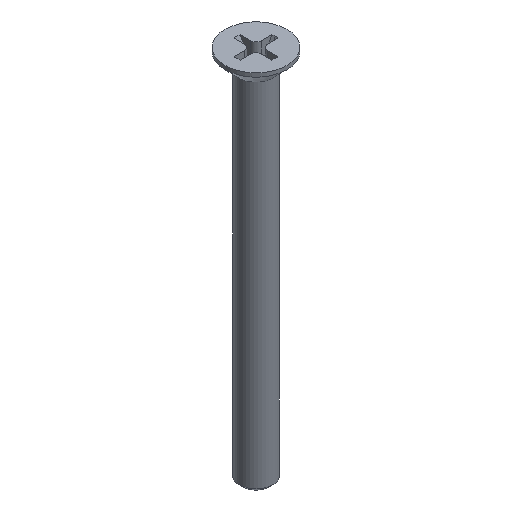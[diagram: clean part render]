
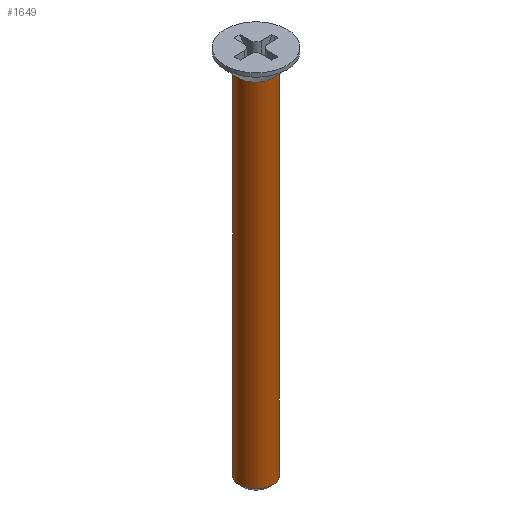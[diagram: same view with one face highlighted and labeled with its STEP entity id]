
A CAD part, isometric view. The second image highlights one B-rep face of the part: STEP entity #1649.
In plain terms, the highlighted cylindrical face has radius 2 mm (diameter 4 mm), a full revolution.
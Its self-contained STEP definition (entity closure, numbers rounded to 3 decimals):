
#656 = CONICAL_SURFACE('',#657,3.75,0.785);
#657 = AXIS2_PLACEMENT_3D('',#658,#659,#660);
#658 = CARTESIAN_POINT('',(0.,0.,1.75));
#659 = DIRECTION('',(0.,0.,1.));
#660 = DIRECTION('',(1.,0.,0.));
#1580 = VERTEX_POINT('',#1581);
#1581 = CARTESIAN_POINT('',(2.,0.,0.));
#1602 = EDGE_CURVE('',#1580,#1580,#1603,.T.);
#1603 = SURFACE_CURVE('',#1604,(#1609,#1616),.PCURVE_S1.);
#1604 = CIRCLE('',#1605,2.);
#1605 = AXIS2_PLACEMENT_3D('',#1606,#1607,#1608);
#1606 = CARTESIAN_POINT('',(0.,0.,0.));
#1607 = DIRECTION('',(0.,0.,1.));
#1608 = DIRECTION('',(1.,0.,0.));
#1609 = PCURVE('',#656,#1610);
#1610 = DEFINITIONAL_REPRESENTATION('',(#1611),#1615);
#1611 = LINE('',#1612,#1613);
#1612 = CARTESIAN_POINT('',(0.,-1.75));
#1613 = VECTOR('',#1614,1.);
#1614 = DIRECTION('',(1.,-0.));
#1615 = ( GEOMETRIC_REPRESENTATION_CONTEXT(2) 
PARAMETRIC_REPRESENTATION_CONTEXT() REPRESENTATION_CONTEXT('2D SPACE',''
  ) );
#1616 = PCURVE('',#1617,#1622);
#1617 = CYLINDRICAL_SURFACE('',#1618,2.);
#1618 = AXIS2_PLACEMENT_3D('',#1619,#1620,#1621);
#1619 = CARTESIAN_POINT('',(0.,0.,-42.4));
#1620 = DIRECTION('',(0.,0.,1.));
#1621 = DIRECTION('',(1.,0.,0.));
#1622 = DEFINITIONAL_REPRESENTATION('',(#1623),#1627);
#1623 = LINE('',#1624,#1625);
#1624 = CARTESIAN_POINT('',(0.,42.4));
#1625 = VECTOR('',#1626,1.);
#1626 = DIRECTION('',(1.,0.));
#1627 = ( GEOMETRIC_REPRESENTATION_CONTEXT(2) 
PARAMETRIC_REPRESENTATION_CONTEXT() REPRESENTATION_CONTEXT('2D SPACE',''
  ) );
#1649 = ADVANCED_FACE('',(#1650),#1617,.T.);
#1650 = FACE_BOUND('',#1651,.T.);
#1651 = EDGE_LOOP('',(#1652,#1681,#1702,#1703));
#1652 = ORIENTED_EDGE('',*,*,#1653,.T.);
#1653 = EDGE_CURVE('',#1654,#1654,#1656,.T.);
#1654 = VERTEX_POINT('',#1655);
#1655 = CARTESIAN_POINT('',(2.,0.,-42.4));
#1656 = SURFACE_CURVE('',#1657,(#1662,#1669),.PCURVE_S1.);
#1657 = CIRCLE('',#1658,2.);
#1658 = AXIS2_PLACEMENT_3D('',#1659,#1660,#1661);
#1659 = CARTESIAN_POINT('',(0.,0.,-42.4));
#1660 = DIRECTION('',(-0.,0.,1.));
#1661 = DIRECTION('',(1.,0.,0.));
#1662 = PCURVE('',#1617,#1663);
#1663 = DEFINITIONAL_REPRESENTATION('',(#1664),#1668);
#1664 = LINE('',#1665,#1666);
#1665 = CARTESIAN_POINT('',(0.,0.));
#1666 = VECTOR('',#1667,1.);
#1667 = DIRECTION('',(1.,0.));
#1668 = ( GEOMETRIC_REPRESENTATION_CONTEXT(2) 
PARAMETRIC_REPRESENTATION_CONTEXT() REPRESENTATION_CONTEXT('2D SPACE',''
  ) );
#1669 = PCURVE('',#1670,#1675);
#1670 = CONICAL_SURFACE('',#1671,1.6,0.785);
#1671 = AXIS2_PLACEMENT_3D('',#1672,#1673,#1674);
#1672 = CARTESIAN_POINT('',(0.,0.,-42.8));
#1673 = DIRECTION('',(0.,0.,1.));
#1674 = DIRECTION('',(1.,0.,0.));
#1675 = DEFINITIONAL_REPRESENTATION('',(#1676),#1680);
#1676 = LINE('',#1677,#1678);
#1677 = CARTESIAN_POINT('',(0.,0.4));
#1678 = VECTOR('',#1679,1.);
#1679 = DIRECTION('',(1.,0.));
#1680 = ( GEOMETRIC_REPRESENTATION_CONTEXT(2) 
PARAMETRIC_REPRESENTATION_CONTEXT() REPRESENTATION_CONTEXT('2D SPACE',''
  ) );
#1681 = ORIENTED_EDGE('',*,*,#1682,.T.);
#1682 = EDGE_CURVE('',#1654,#1580,#1683,.T.);
#1683 = SEAM_CURVE('',#1684,(#1688,#1695),.PCURVE_S1.);
#1684 = LINE('',#1685,#1686);
#1685 = CARTESIAN_POINT('',(2.,0.,-42.4));
#1686 = VECTOR('',#1687,1.);
#1687 = DIRECTION('',(0.,0.,1.));
#1688 = PCURVE('',#1617,#1689);
#1689 = DEFINITIONAL_REPRESENTATION('',(#1690),#1694);
#1690 = LINE('',#1691,#1692);
#1691 = CARTESIAN_POINT('',(0.,0.));
#1692 = VECTOR('',#1693,1.);
#1693 = DIRECTION('',(0.,1.));
#1694 = ( GEOMETRIC_REPRESENTATION_CONTEXT(2) 
PARAMETRIC_REPRESENTATION_CONTEXT() REPRESENTATION_CONTEXT('2D SPACE',''
  ) );
#1695 = PCURVE('',#1617,#1696);
#1696 = DEFINITIONAL_REPRESENTATION('',(#1697),#1701);
#1697 = LINE('',#1698,#1699);
#1698 = CARTESIAN_POINT('',(6.283,0.));
#1699 = VECTOR('',#1700,1.);
#1700 = DIRECTION('',(0.,1.));
#1701 = ( GEOMETRIC_REPRESENTATION_CONTEXT(2) 
PARAMETRIC_REPRESENTATION_CONTEXT() REPRESENTATION_CONTEXT('2D SPACE',''
  ) );
#1702 = ORIENTED_EDGE('',*,*,#1602,.F.);
#1703 = ORIENTED_EDGE('',*,*,#1682,.F.);
